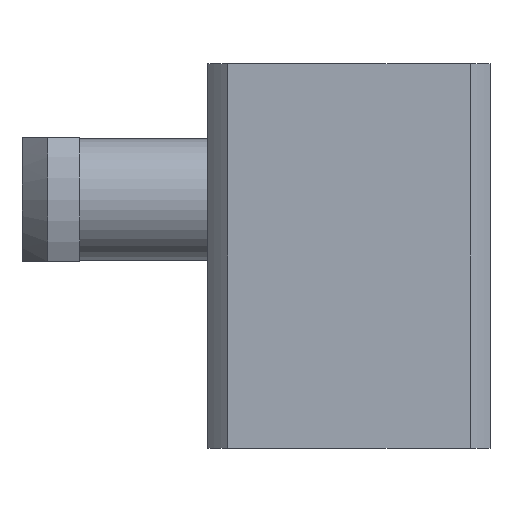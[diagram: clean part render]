
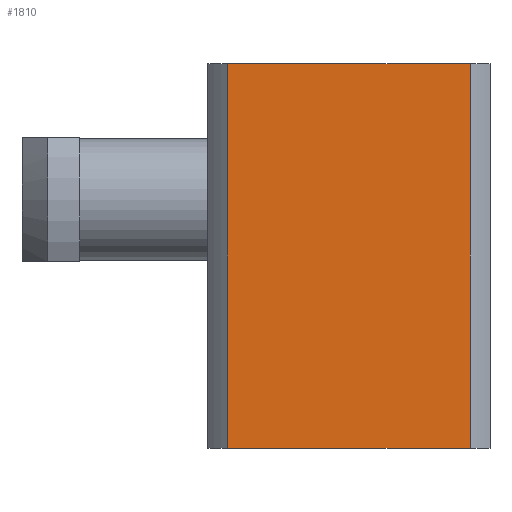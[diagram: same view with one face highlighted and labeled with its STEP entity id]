
A CAD part, front view. The second image highlights one B-rep face of the part: STEP entity #1810.
In plain terms, the highlighted planar face has unit normal (0, -1, 0).
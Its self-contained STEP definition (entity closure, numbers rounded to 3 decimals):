
#210=CARTESIAN_POINT('',(1.553,0.,0.));
#220=VERTEX_POINT('',#210);
#250=CARTESIAN_POINT('',(0.,0.,0.));
#260=DIRECTION('',(1.,0.,0.));
#270=VECTOR('',#260,1.);
#280=LINE('',#250,#270);
#290=CARTESIAN_POINT('',(20.447,0.,0.));
#300=VERTEX_POINT('',#290);
#310=EDGE_CURVE('',#220,#300,#280,.T.);
#820=CARTESIAN_POINT('',(20.447,0.,30.));
#830=VERTEX_POINT('',#820);
#860=CARTESIAN_POINT('',(0.,0.,30.));
#870=DIRECTION('',(1.,0.,0.));
#880=VECTOR('',#870,1.);
#890=LINE('',#860,#880);
#900=CARTESIAN_POINT('',(1.553,0.,30.));
#910=VERTEX_POINT('',#900);
#920=EDGE_CURVE('',#910,#830,#890,.T.);
#1600=CARTESIAN_POINT('',(22.,0.,0.));
#1610=DIRECTION('',(-0.,-1.,-0.));
#1620=DIRECTION('',(-1.,0.,0.));
#1630=AXIS2_PLACEMENT_3D('',#1600,#1610,#1620);
#1640=PLANE('',#1630);
#1650=ORIENTED_EDGE('',*,*,#920,.F.);
#1660=CARTESIAN_POINT('',(20.447,0.,
-3.));
#1670=DIRECTION('',(0.,0.,1.));
#1680=VECTOR('',#1670,1.);
#1690=LINE('',#1660,#1680);
#1700=EDGE_CURVE('',#300,#830,#1690,.T.);
#1710=ORIENTED_EDGE('',*,*,#1700,.T.);
#1720=ORIENTED_EDGE('',*,*,#310,.T.);
#1730=CARTESIAN_POINT('',(1.553,0.,-3.));
#1740=DIRECTION('',(0.,0.,1.));
#1750=VECTOR('',#1740,1.);
#1760=LINE('',#1730,#1750);
#1770=EDGE_CURVE('',#220,#910,#1760,.T.);
#1780=ORIENTED_EDGE('',*,*,#1770,.F.);
#1790=EDGE_LOOP('',(#1780,#1720,#1710,#1650));
#1800=FACE_OUTER_BOUND('',#1790,.T.);
#1810=ADVANCED_FACE('',(#1800),#1640,.T.);
